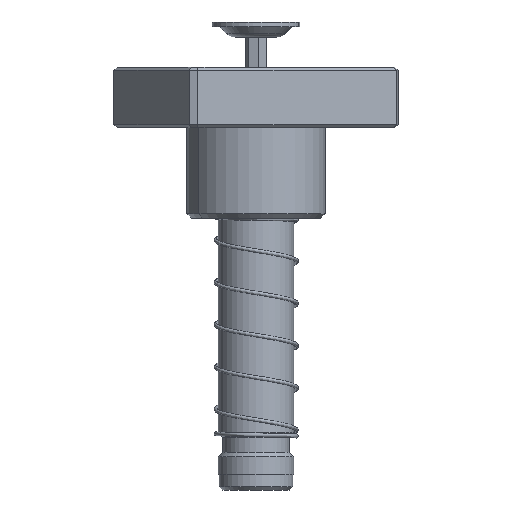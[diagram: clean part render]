
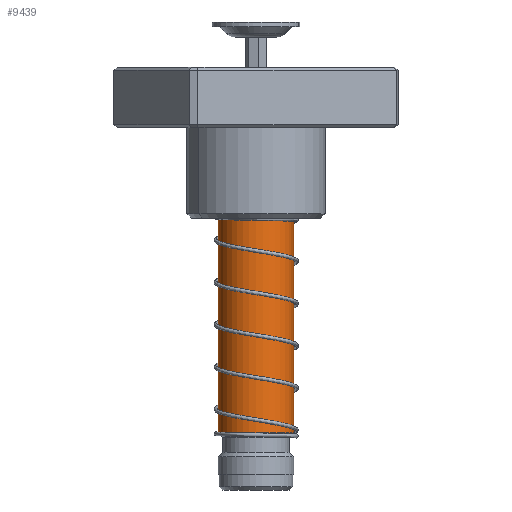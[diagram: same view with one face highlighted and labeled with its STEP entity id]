
A CAD part, front view. The second image highlights one B-rep face of the part: STEP entity #9439.
In plain terms, the highlighted cylindrical face has radius 12.5 mm (diameter 25 mm), a partial arc.
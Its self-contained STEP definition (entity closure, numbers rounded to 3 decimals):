
#39 = DIRECTION ( 'NONE',  ( -1., 0., 0. ) ) ;
#445 = AXIS2_PLACEMENT_3D ( 'NONE', #17274, #21934, #39 ) ;
#1623 = VERTEX_POINT ( 'NONE', #21426 ) ;
#2202 = EDGE_CURVE ( 'NONE', #1623, #4892, #21976, .T. ) ;
#2528 = DIRECTION ( 'NONE',  ( 0., 0., -1. ) ) ;
#3046 = LINE ( 'NONE', #26710, #12604 ) ;
#3132 = CYLINDRICAL_SURFACE ( 'NONE', #10634, 12.5 ) ;
#3817 = ORIENTED_EDGE ( 'NONE', *, *, #2202, .T. ) ;
#4614 = ORIENTED_EDGE ( 'NONE', *, *, #11348, .F. ) ;
#4892 = VERTEX_POINT ( 'NONE', #11866 ) ;
#5669 = CARTESIAN_POINT ( 'NONE',  ( -12.5, 0., 19. ) ) ;
#6422 = CIRCLE ( 'NONE', #445, 12.5 ) ;
#7130 = ORIENTED_EDGE ( 'NONE', *, *, #13577, .F. ) ;
#7198 = VERTEX_POINT ( 'NONE', #30235 ) ;
#7427 = LINE ( 'NONE', #24960, #21167 ) ;
#9012 = AXIS2_PLACEMENT_3D ( 'NONE', #26834, #26737, #14534 ) ;
#9439 = ADVANCED_FACE ( 'NONE', ( #25209 ), #3132, .T. ) ;
#9679 = DIRECTION ( 'NONE',  ( -1., 0., 0. ) ) ;
#10634 = AXIS2_PLACEMENT_3D ( 'NONE', #12440, #2528, #9679 ) ;
#11348 = EDGE_CURVE ( 'NONE', #1623, #7198, #3046, .T. ) ;
#11866 = CARTESIAN_POINT ( 'NONE',  ( -12.5, 0., 137.5 ) ) ;
#12440 = CARTESIAN_POINT ( 'NONE',  ( 0., 0., 140. ) ) ;
#12604 = VECTOR ( 'NONE', #21805, 1000. ) ;
#13577 = EDGE_CURVE ( 'NONE', #7198, #14385, #6422, .T. ) ;
#14385 = VERTEX_POINT ( 'NONE', #5669 ) ;
#14534 = DIRECTION ( 'NONE',  ( 1., 0., 0. ) ) ;
#17274 = CARTESIAN_POINT ( 'NONE',  ( 0., 0., 19. ) ) ;
#19774 = EDGE_LOOP ( 'NONE', ( #4614, #3817, #30309, #7130 ) ) ;
#20529 = EDGE_CURVE ( 'NONE', #4892, #14385, #7427, .T. ) ;
#21167 = VECTOR ( 'NONE', #29749, 1000. ) ;
#21426 = CARTESIAN_POINT ( 'NONE',  ( 12.5, 0., 137.5 ) ) ;
#21805 = DIRECTION ( 'NONE',  ( 0., 0., -1. ) ) ;
#21934 = DIRECTION ( 'NONE',  ( 0., 0., -1. ) ) ;
#21976 = CIRCLE ( 'NONE', #9012, 12.5 ) ;
#24960 = CARTESIAN_POINT ( 'NONE',  ( -12.5, 0., 140. ) ) ;
#25209 = FACE_OUTER_BOUND ( 'NONE', #19774, .T. ) ;
#26710 = CARTESIAN_POINT ( 'NONE',  ( 12.5, 0., 140. ) ) ;
#26737 = DIRECTION ( 'NONE',  ( 0., 0., -1. ) ) ;
#26834 = CARTESIAN_POINT ( 'NONE',  ( 0., 0., 137.5 ) ) ;
#29749 = DIRECTION ( 'NONE',  ( 0., 0., -1. ) ) ;
#30235 = CARTESIAN_POINT ( 'NONE',  ( 12.5, 0., 19. ) ) ;
#30309 = ORIENTED_EDGE ( 'NONE', *, *, #20529, .T. ) ;
